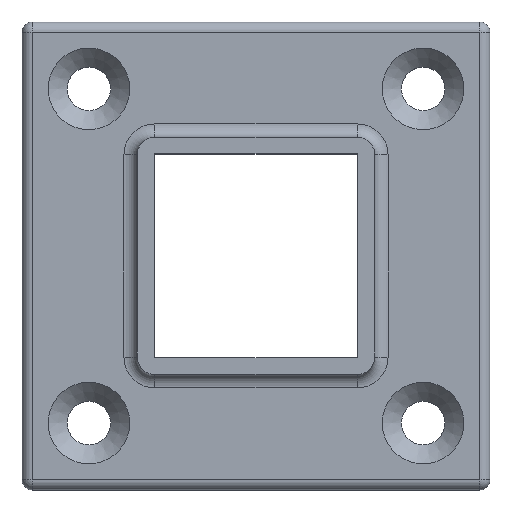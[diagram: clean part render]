
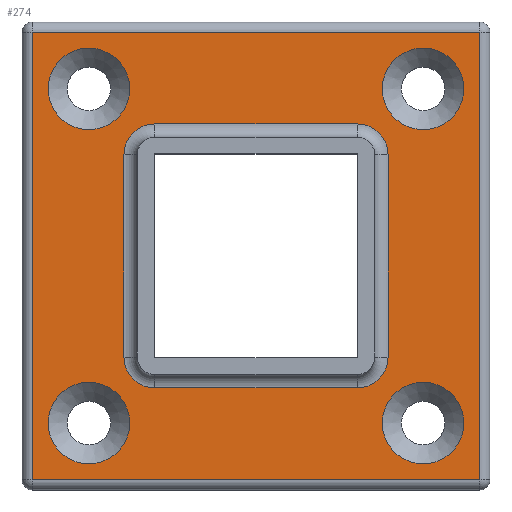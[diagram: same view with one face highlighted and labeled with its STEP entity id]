
A CAD part, top view. The second image highlights one B-rep face of the part: STEP entity #274.
In plain terms, the highlighted planar face has unit normal (0, 0, 1).
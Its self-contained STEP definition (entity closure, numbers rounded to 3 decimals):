
#63=PLANE('',#1066);
#149=LINE('',#1574,#217);
#150=LINE('',#1577,#218);
#151=LINE('',#1579,#219);
#152=LINE('',#1581,#220);
#153=LINE('',#1593,#221);
#154=LINE('',#1597,#222);
#155=LINE('',#1601,#223);
#156=LINE('',#1605,#224);
#217=VECTOR('',#1248,1.);
#218=VECTOR('',#1249,1.);
#219=VECTOR('',#1250,1.);
#220=VECTOR('',#1251,1.);
#221=VECTOR('',#1262,1.);
#222=VECTOR('',#1265,1.);
#223=VECTOR('',#1268,1.);
#224=VECTOR('',#1271,1.);
#274=ADVANCED_FACE('',(#366,#367,#368,#369,#370,#371),#63,.T.);
#366=FACE_BOUND('',#412,.T.);
#367=FACE_BOUND('',#413,.T.);
#368=FACE_BOUND('',#414,.T.);
#369=FACE_BOUND('',#415,.T.);
#370=FACE_BOUND('',#416,.T.);
#371=FACE_BOUND('',#417,.T.);
#412=EDGE_LOOP('',(#536,#537,#538,#539));
#413=EDGE_LOOP('',(#540));
#414=EDGE_LOOP('',(#541));
#415=EDGE_LOOP('',(#542));
#416=EDGE_LOOP('',(#543));
#417=EDGE_LOOP('',(#544,#545,#546,#547,#548,#549,#550,#551));
#536=ORIENTED_EDGE('',*,*,#872,.T.);
#537=ORIENTED_EDGE('',*,*,#873,.T.);
#538=ORIENTED_EDGE('',*,*,#874,.T.);
#539=ORIENTED_EDGE('',*,*,#875,.T.);
#540=ORIENTED_EDGE('',*,*,#876,.F.);
#541=ORIENTED_EDGE('',*,*,#877,.F.);
#542=ORIENTED_EDGE('',*,*,#878,.F.);
#543=ORIENTED_EDGE('',*,*,#879,.F.);
#544=ORIENTED_EDGE('',*,*,#880,.T.);
#545=ORIENTED_EDGE('',*,*,#881,.T.);
#546=ORIENTED_EDGE('',*,*,#882,.T.);
#547=ORIENTED_EDGE('',*,*,#883,.T.);
#548=ORIENTED_EDGE('',*,*,#884,.T.);
#549=ORIENTED_EDGE('',*,*,#885,.T.);
#550=ORIENTED_EDGE('',*,*,#886,.T.);
#551=ORIENTED_EDGE('',*,*,#887,.T.);
#780=VERTEX_POINT('',#1575);
#781=VERTEX_POINT('',#1576);
#782=VERTEX_POINT('',#1578);
#783=VERTEX_POINT('',#1580);
#784=VERTEX_POINT('',#1583);
#785=VERTEX_POINT('',#1585);
#786=VERTEX_POINT('',#1587);
#787=VERTEX_POINT('',#1589);
#788=VERTEX_POINT('',#1591);
#789=VERTEX_POINT('',#1592);
#790=VERTEX_POINT('',#1594);
#791=VERTEX_POINT('',#1596);
#792=VERTEX_POINT('',#1598);
#793=VERTEX_POINT('',#1600);
#794=VERTEX_POINT('',#1602);
#795=VERTEX_POINT('',#1604);
#872=EDGE_CURVE('',#780,#781,#149,.T.);
#873=EDGE_CURVE('',#781,#782,#150,.T.);
#874=EDGE_CURVE('',#782,#783,#151,.T.);
#875=EDGE_CURVE('',#783,#780,#152,.T.);
#876=EDGE_CURVE('',#784,#784,#980,.T.);
#877=EDGE_CURVE('',#785,#785,#981,.T.);
#878=EDGE_CURVE('',#786,#786,#982,.T.);
#879=EDGE_CURVE('',#787,#787,#983,.T.);
#880=EDGE_CURVE('',#788,#789,#984,.T.);
#881=EDGE_CURVE('',#789,#790,#153,.T.);
#882=EDGE_CURVE('',#790,#791,#985,.T.);
#883=EDGE_CURVE('',#791,#792,#154,.T.);
#884=EDGE_CURVE('',#792,#793,#986,.T.);
#885=EDGE_CURVE('',#793,#794,#155,.T.);
#886=EDGE_CURVE('',#794,#795,#987,.T.);
#887=EDGE_CURVE('',#795,#788,#156,.T.);
#980=CIRCLE('',#1058,6.1);
#981=CIRCLE('',#1059,6.1);
#982=CIRCLE('',#1060,6.1);
#983=CIRCLE('',#1061,6.1);
#984=CIRCLE('',#1062,4.6);
#985=CIRCLE('',#1063,4.6);
#986=CIRCLE('',#1064,4.6);
#987=CIRCLE('',#1065,4.6);
#1058=AXIS2_PLACEMENT_3D('',#1582,#1252,#1253);
#1059=AXIS2_PLACEMENT_3D('',#1584,#1254,#1255);
#1060=AXIS2_PLACEMENT_3D('',#1586,#1256,#1257);
#1061=AXIS2_PLACEMENT_3D('',#1588,#1258,#1259);
#1062=AXIS2_PLACEMENT_3D('',#1590,#1260,#1261);
#1063=AXIS2_PLACEMENT_3D('',#1595,#1263,#1264);
#1064=AXIS2_PLACEMENT_3D('',#1599,#1266,#1267);
#1065=AXIS2_PLACEMENT_3D('',#1603,#1269,#1270);
#1066=AXIS2_PLACEMENT_3D('',#1606,#1272,#1273);
#1248=DIRECTION('',(-1.,0.,0.));
#1249=DIRECTION('',(0.,-1.,0.));
#1250=DIRECTION('',(1.,0.,0.));
#1251=DIRECTION('',(0.,1.,0.));
#1252=DIRECTION('',(0.,0.,1.));
#1253=DIRECTION('',(1.,0.,0.));
#1254=DIRECTION('',(0.,0.,1.));
#1255=DIRECTION('',(1.,0.,0.));
#1256=DIRECTION('',(0.,0.,1.));
#1257=DIRECTION('',(1.,0.,0.));
#1258=DIRECTION('',(0.,0.,1.));
#1259=DIRECTION('',(1.,0.,0.));
#1260=DIRECTION('',(0.,0.,-1.));
#1261=DIRECTION('',(1.,0.,0.));
#1262=DIRECTION('',(1.,0.,0.));
#1263=DIRECTION('',(0.,0.,-1.));
#1264=DIRECTION('',(1.,0.,0.));
#1265=DIRECTION('',(0.,-1.,0.));
#1266=DIRECTION('',(0.,0.,-1.));
#1267=DIRECTION('',(1.,0.,0.));
#1268=DIRECTION('',(-1.,0.,0.));
#1269=DIRECTION('',(0.,0.,-1.));
#1270=DIRECTION('',(1.,0.,0.));
#1271=DIRECTION('',(0.,1.,0.));
#1272=DIRECTION('',(0.,0.,1.));
#1273=DIRECTION('',(1.,0.,0.));
#1574=CARTESIAN_POINT('',(-33.5,33.5,0.));
#1575=CARTESIAN_POINT('',(33.5,33.5,0.));
#1576=CARTESIAN_POINT('',(-33.5,33.5,0.));
#1577=CARTESIAN_POINT('',(-33.5,33.5,0.));
#1578=CARTESIAN_POINT('',(-33.5,-33.5,0.));
#1579=CARTESIAN_POINT('',(-33.5,-33.5,0.));
#1580=CARTESIAN_POINT('',(33.5,-33.5,0.));
#1581=CARTESIAN_POINT('',(33.5,33.5,0.));
#1582=CARTESIAN_POINT('',(-25.,-25.,0.));
#1583=CARTESIAN_POINT('',(-18.9,-25.,0.));
#1584=CARTESIAN_POINT('',(-25.,25.,0.));
#1585=CARTESIAN_POINT('',(-18.9,25.,0.));
#1586=CARTESIAN_POINT('',(25.,-25.,0.));
#1587=CARTESIAN_POINT('',(31.1,-25.,0.));
#1588=CARTESIAN_POINT('',(25.,25.,0.));
#1589=CARTESIAN_POINT('',(31.1,25.,0.));
#1590=CARTESIAN_POINT('',(-15.15,15.15,0.));
#1591=CARTESIAN_POINT('',(-19.75,15.15,0.));
#1592=CARTESIAN_POINT('',(-15.15,19.75,0.));
#1593=CARTESIAN_POINT('',(-33.5,19.75,0.));
#1594=CARTESIAN_POINT('',(15.15,19.75,0.));
#1595=CARTESIAN_POINT('',(15.15,15.15,0.));
#1596=CARTESIAN_POINT('',(19.75,15.15,0.));
#1597=CARTESIAN_POINT('',(19.75,33.5,0.));
#1598=CARTESIAN_POINT('',(19.75,-15.15,0.));
#1599=CARTESIAN_POINT('',(15.15,-15.15,0.));
#1600=CARTESIAN_POINT('',(15.15,-19.75,0.));
#1601=CARTESIAN_POINT('',(-33.5,-19.75,0.));
#1602=CARTESIAN_POINT('',(-15.15,-19.75,0.));
#1603=CARTESIAN_POINT('',(-15.15,-15.15,0.));
#1604=CARTESIAN_POINT('',(-19.75,-15.15,0.));
#1605=CARTESIAN_POINT('',(-19.75,33.5,0.));
#1606=CARTESIAN_POINT('',(-33.5,33.5,0.));
